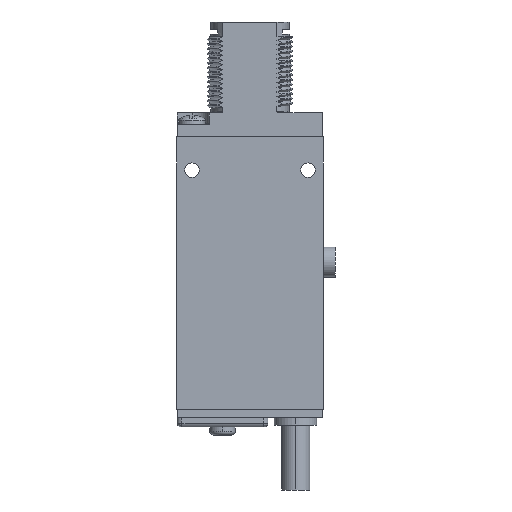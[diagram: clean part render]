
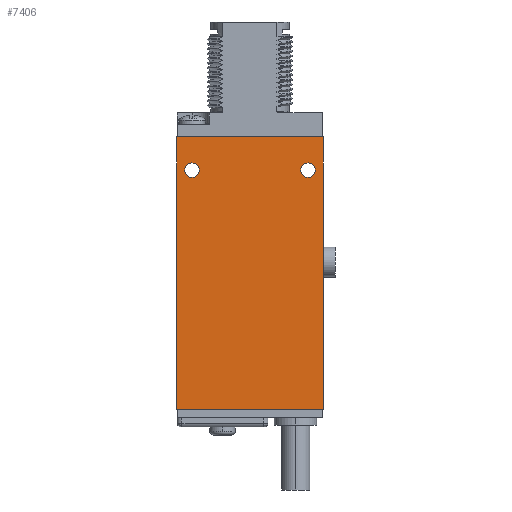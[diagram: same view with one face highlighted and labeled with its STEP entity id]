
A CAD part, left-side view. The second image highlights one B-rep face of the part: STEP entity #7406.
In plain terms, the highlighted planar face has unit normal (-1, 0, 0).
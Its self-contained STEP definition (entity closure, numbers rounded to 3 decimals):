
#1=DIRECTION('',(0.,0.,-1.));
#2=VECTOR('',#1,57.15);
#3=CARTESIAN_POINT('',(-6.096,0.,0.));
#4=LINE('',#3,#2);
#5=DIRECTION('',(0.,1.,0.));
#6=VECTOR('',#5,30.734);
#7=CARTESIAN_POINT('',(-6.096,0.,-57.15));
#8=LINE('',#7,#6);
#9=DIRECTION('',(0.,0.,1.));
#10=VECTOR('',#9,57.15);
#11=CARTESIAN_POINT('',(-6.096,30.734,-57.15));
#12=LINE('',#11,#10);
#13=DIRECTION('',(0.,-1.,0.));
#14=VECTOR('',#13,30.734);
#15=CARTESIAN_POINT('',(-6.096,30.734,0.));
#16=LINE('',#15,#14);
#17=CARTESIAN_POINT('',(-6.096,27.559,-6.985));
#18=DIRECTION('',(1.,0.,0.));
#19=DIRECTION('',(0.,0.,-1.));
#20=AXIS2_PLACEMENT_3D('',#17,#18,#19);
#22=CARTESIAN_POINT('',(-6.096,27.559,-6.985));
#23=DIRECTION('',(1.,0.,0.));
#24=DIRECTION('',(0.,0.,1.));
#25=AXIS2_PLACEMENT_3D('',#22,#23,#24);
#27=CARTESIAN_POINT('',(-6.096,3.175,-6.985));
#28=DIRECTION('',(1.,0.,0.));
#29=DIRECTION('',(0.,0.,-1.));
#30=AXIS2_PLACEMENT_3D('',#27,#28,#29);
#32=CARTESIAN_POINT('',(-6.096,3.175,-6.985));
#33=DIRECTION('',(1.,0.,0.));
#34=DIRECTION('',(0.,0.,1.));
#35=AXIS2_PLACEMENT_3D('',#32,#33,#34);
#6570=CARTESIAN_POINT('',(-6.096,0.,0.));
#6571=CARTESIAN_POINT('',(-6.096,0.,-57.15));
#6572=VERTEX_POINT('',#6570);
#6573=VERTEX_POINT('',#6571);
#6574=CARTESIAN_POINT('',(-6.096,30.734,-57.15));
#6575=VERTEX_POINT('',#6574);
#6576=CARTESIAN_POINT('',(-6.096,30.734,0.));
#6577=VERTEX_POINT('',#6576);
#6594=CARTESIAN_POINT('',(-6.096,27.559,-8.509));
#6595=CARTESIAN_POINT('',(-6.096,27.559,-5.461));
#6596=VERTEX_POINT('',#6594);
#6597=VERTEX_POINT('',#6595);
#6598=CARTESIAN_POINT('',(-6.096,3.175,-8.509));
#6599=CARTESIAN_POINT('',(-6.096,3.175,-5.461));
#6600=VERTEX_POINT('',#6598);
#6601=VERTEX_POINT('',#6599);
#7379=CARTESIAN_POINT('',(-6.096,0.,0.));
#7380=DIRECTION('',(1.,0.,0.));
#7381=DIRECTION('',(0.,0.,-1.));
#7382=AXIS2_PLACEMENT_3D('',#7379,#7380,#7381);
#7383=PLANE('',#7382);
#7385=ORIENTED_EDGE('',*,*,#7384,.T.);
#7387=ORIENTED_EDGE('',*,*,#7386,.T.);
#7389=ORIENTED_EDGE('',*,*,#7388,.T.);
#7391=ORIENTED_EDGE('',*,*,#7390,.T.);
#7392=EDGE_LOOP('',(#7385,#7387,#7389,#7391));
#7393=FACE_OUTER_BOUND('',#7392,.F.);
#7395=ORIENTED_EDGE('',*,*,#7394,.F.);
#7397=ORIENTED_EDGE('',*,*,#7396,.F.);
#7398=EDGE_LOOP('',(#7395,#7397));
#7399=FACE_BOUND('',#7398,.F.);
#7401=ORIENTED_EDGE('',*,*,#7400,.F.);
#7403=ORIENTED_EDGE('',*,*,#7402,.F.);
#7404=EDGE_LOOP('',(#7401,#7403));
#7405=FACE_BOUND('',#7404,.F.);
#7406=ADVANCED_FACE('',(#7393,#7399,#7405),#7383,.F.);
#21=CIRCLE('',#20,1.524);
#26=CIRCLE('',#25,1.524);
#31=CIRCLE('',#30,1.524);
#36=CIRCLE('',#35,1.524);
#7384=EDGE_CURVE('',#6572,#6573,#4,.T.);
#7386=EDGE_CURVE('',#6573,#6575,#8,.T.);
#7388=EDGE_CURVE('',#6575,#6577,#12,.T.);
#7390=EDGE_CURVE('',#6577,#6572,#16,.T.);
#7394=EDGE_CURVE('',#6596,#6597,#21,.T.);
#7396=EDGE_CURVE('',#6597,#6596,#26,.T.);
#7400=EDGE_CURVE('',#6600,#6601,#31,.T.);
#7402=EDGE_CURVE('',#6601,#6600,#36,.T.);
